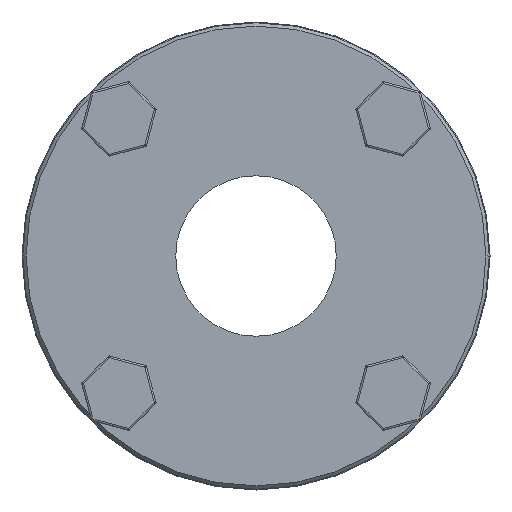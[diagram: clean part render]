
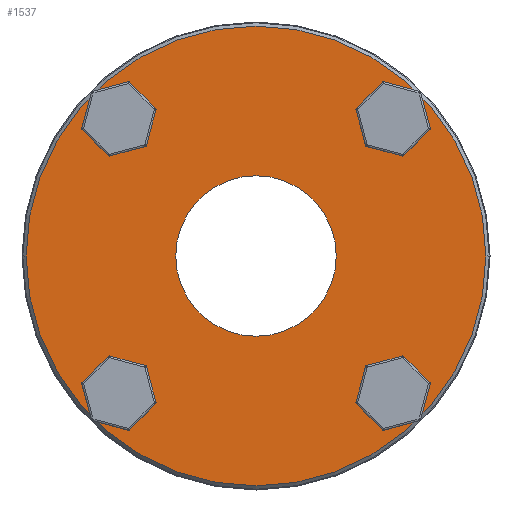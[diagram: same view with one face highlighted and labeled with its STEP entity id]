
A CAD part, left-side view. The second image highlights one B-rep face of the part: STEP entity #1537.
In plain terms, the highlighted planar face has unit normal (-1, 0, 0).
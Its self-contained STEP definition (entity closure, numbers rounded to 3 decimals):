
#1537 = ADVANCED_FACE ( 'NONE', ( #6682, #6688 ), #5987, .T. ) ;
#1858 = EDGE_CURVE ( 'NONE', #11216, #11215, #8422, .T. ) ;
#2222 = EDGE_CURVE ( 'NONE', #11193, #11194, #8462, .T. ) ;
#2227 = EDGE_CURVE ( 'NONE', #11194, #11193, #8468, .T. ) ;
#2234 = EDGE_CURVE ( 'NONE', #11215, #11216, #8474, .T. ) ;
#2620 = EDGE_LOOP ( 'NONE', ( #3142, #3143 ) ) ;
#2633 = EDGE_LOOP ( 'NONE', ( #3144, #3145 ) ) ;
#3142 = ORIENTED_EDGE ( 'NONE', *, *, #2234, .T. ) ;
#3143 = ORIENTED_EDGE ( 'NONE', *, *, #1858, .T. ) ;
#3144 = ORIENTED_EDGE ( 'NONE', *, *, #2222, .T. ) ;
#3145 = ORIENTED_EDGE ( 'NONE', *, *, #2227, .T. ) ;
#4951 = AXIS2_PLACEMENT_3D ( 'NONE', #5986, #5989, #5990 ) ;
#5139 = AXIS2_PLACEMENT_3D ( 'NONE', #7399, #7400, #7401 ) ;
#5149 = AXIS2_PLACEMENT_3D ( 'NONE', #7466, #7468, #7469 ) ;
#5153 = AXIS2_PLACEMENT_3D ( 'NONE', #7455, #7458, #7459 ) ;
#5156 = AXIS2_PLACEMENT_3D ( 'NONE', #7487, #7489, #7490 ) ;
#5986 = CARTESIAN_POINT ( 'NONE',  ( -28.5, 12., 0. ) ) ;
#5987 = PLANE ( 'NONE',  #4951 ) ;
#5989 = DIRECTION ( 'NONE',  ( -1., 0., 0. ) ) ;
#5990 = DIRECTION ( 'NONE',  ( 0., 0., 1. ) ) ;
#6682 = FACE_OUTER_BOUND ( 'NONE', #2620, .T. ) ;
#6688 = FACE_BOUND ( 'NONE', #2633, .T. ) ;
#7399 = CARTESIAN_POINT ( 'NONE',  ( -28.5, 0., 0. ) ) ;
#7400 = DIRECTION ( 'NONE',  ( -1., 0., 0. ) ) ;
#7401 = DIRECTION ( 'NONE',  ( 0., 0., 1. ) ) ;
#7455 = CARTESIAN_POINT ( 'NONE',  ( -28.5, 0., 0. ) ) ;
#7458 = DIRECTION ( 'NONE',  ( 1., 0., 0. ) ) ;
#7459 = DIRECTION ( 'NONE',  ( 0., 0., -1. ) ) ;
#7466 = CARTESIAN_POINT ( 'NONE',  ( -28.5, 0., 0. ) ) ;
#7468 = DIRECTION ( 'NONE',  ( 1., 0., 0. ) ) ;
#7469 = DIRECTION ( 'NONE',  ( 0., 0., -1. ) ) ;
#7487 = CARTESIAN_POINT ( 'NONE',  ( -28.5, 0., 0. ) ) ;
#7489 = DIRECTION ( 'NONE',  ( -1., 0., 0. ) ) ;
#7490 = DIRECTION ( 'NONE',  ( 0., 0., 1. ) ) ;
#8167 = CARTESIAN_POINT ( 'NONE',  ( -28.5, 0., -12. ) ) ;
#8168 = CARTESIAN_POINT ( 'NONE',  ( -28.5, 0., 12. ) ) ;
#8189 = CARTESIAN_POINT ( 'NONE',  ( -28.5, 34.385, 0. ) ) ;
#8190 = CARTESIAN_POINT ( 'NONE',  ( -28.5, -34.385, 0. ) ) ;
#8422 = CIRCLE ( 'NONE', #5139, 34.385 ) ;
#8462 = CIRCLE ( 'NONE', #5153, 12. ) ;
#8468 = CIRCLE ( 'NONE', #5149, 12. ) ;
#8474 = CIRCLE ( 'NONE', #5156, 34.385 ) ;
#11193 = VERTEX_POINT ( 'NONE', #8167 ) ;
#11194 = VERTEX_POINT ( 'NONE', #8168 ) ;
#11215 = VERTEX_POINT ( 'NONE', #8189 ) ;
#11216 = VERTEX_POINT ( 'NONE', #8190 ) ;
